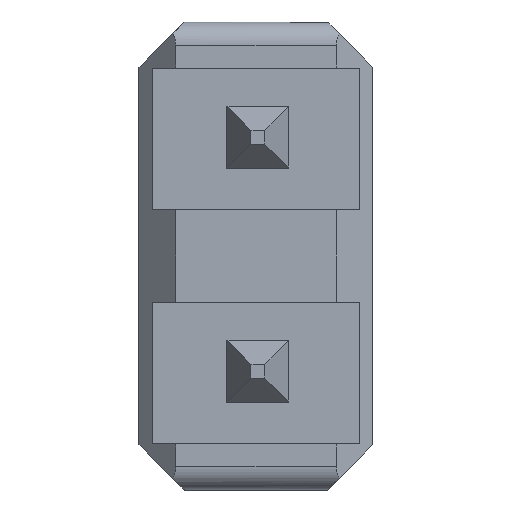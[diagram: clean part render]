
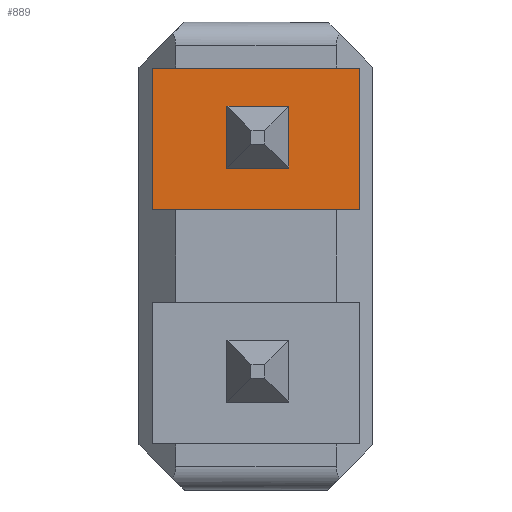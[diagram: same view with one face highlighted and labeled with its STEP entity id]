
A CAD part, front view. The second image highlights one B-rep face of the part: STEP entity #889.
In plain terms, the highlighted planar face has unit normal (0, -1, 0).
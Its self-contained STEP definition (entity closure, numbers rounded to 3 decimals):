
#33=FACE_BOUND('',#110,.T.);
#59=FACE_OUTER_BOUND('',#109,.T.);
#109=EDGE_LOOP('',(#669,#670,#671,#672));
#110=EDGE_LOOP('',(#673,#674,#675,#676));
#162=LINE('',#1342,#278);
#194=LINE('',#1414,#310);
#196=LINE('',#1418,#312);
#197=LINE('',#1419,#313);
#198=LINE('',#1422,#314);
#199=LINE('',#1424,#315);
#200=LINE('',#1426,#316);
#201=LINE('',#1427,#317);
#278=VECTOR('',#1094,1000.);
#310=VECTOR('',#1152,1000.);
#312=VECTOR('',#1156,1000.);
#313=VECTOR('',#1157,1000.);
#314=VECTOR('',#1158,1000.);
#315=VECTOR('',#1159,1000.);
#316=VECTOR('',#1160,1000.);
#317=VECTOR('',#1161,1000.);
#394=VERTEX_POINT('',#1339);
#395=VERTEX_POINT('',#1341);
#422=VERTEX_POINT('',#1413);
#423=VERTEX_POINT('',#1417);
#424=VERTEX_POINT('',#1420);
#425=VERTEX_POINT('',#1421);
#426=VERTEX_POINT('',#1423);
#427=VERTEX_POINT('',#1425);
#478=EDGE_CURVE('',#394,#395,#162,.T.);
#514=EDGE_CURVE('',#422,#394,#194,.T.);
#516=EDGE_CURVE('',#395,#423,#196,.T.);
#517=EDGE_CURVE('',#423,#422,#197,.T.);
#518=EDGE_CURVE('',#424,#425,#198,.T.);
#519=EDGE_CURVE('',#425,#426,#199,.T.);
#520=EDGE_CURVE('',#426,#427,#200,.T.);
#521=EDGE_CURVE('',#424,#427,#201,.T.);
#669=ORIENTED_EDGE('',*,*,#516,.F.);
#670=ORIENTED_EDGE('',*,*,#478,.F.);
#671=ORIENTED_EDGE('',*,*,#514,.F.);
#672=ORIENTED_EDGE('',*,*,#517,.F.);
#673=ORIENTED_EDGE('',*,*,#518,.T.);
#674=ORIENTED_EDGE('',*,*,#519,.T.);
#675=ORIENTED_EDGE('',*,*,#520,.T.);
#676=ORIENTED_EDGE('',*,*,#521,.F.);
#841=PLANE('',#1017);
#889=ADVANCED_FACE('',(#59,#33),#841,.F.);
#1017=AXIS2_PLACEMENT_3D('',#1416,#1154,#1155);
#1094=DIRECTION('',(0.,0.,-1.));
#1152=DIRECTION('',(1.,0.,0.));
#1154=DIRECTION('center_axis',(0.,1.,0.));
#1155=DIRECTION('ref_axis',(0.,0.,1.));
#1156=DIRECTION('',(-1.,0.,0.));
#1157=DIRECTION('',(0.,0.,1.));
#1158=DIRECTION('',(0.,0.,-1.));
#1159=DIRECTION('',(-1.,0.,0.));
#1160=DIRECTION('',(0.,0.,1.));
#1161=DIRECTION('',(-1.,0.,0.));
#1339=CARTESIAN_POINT('',(2.394,-1.146,2.04));
#1341=CARTESIAN_POINT('',(2.394,-1.146,0.5));
#1342=CARTESIAN_POINT('',(2.394,-1.146,-2.54));
#1413=CARTESIAN_POINT('',(0.146,-1.146,2.04));
#1414=CARTESIAN_POINT('',(7.62,-1.146,2.04));
#1416=CARTESIAN_POINT('Origin',(7.62,-1.146,0.5));
#1417=CARTESIAN_POINT('',(0.146,-1.146,0.5));
#1418=CARTESIAN_POINT('',(7.62,-1.146,0.5));
#1419=CARTESIAN_POINT('',(0.146,-1.146,0.5));
#1420=CARTESIAN_POINT('',(1.585,-1.146,1.585));
#1421=CARTESIAN_POINT('',(1.585,-1.146,0.955));
#1422=CARTESIAN_POINT('',(1.585,-1.146,0.955));
#1423=CARTESIAN_POINT('',(0.955,-1.146,0.955));
#1424=CARTESIAN_POINT('',(0.955,-1.146,0.955));
#1425=CARTESIAN_POINT('',(0.955,-1.146,1.585));
#1426=CARTESIAN_POINT('',(0.955,-1.146,0.955));
#1427=CARTESIAN_POINT('',(7.62,-1.146,1.585));
